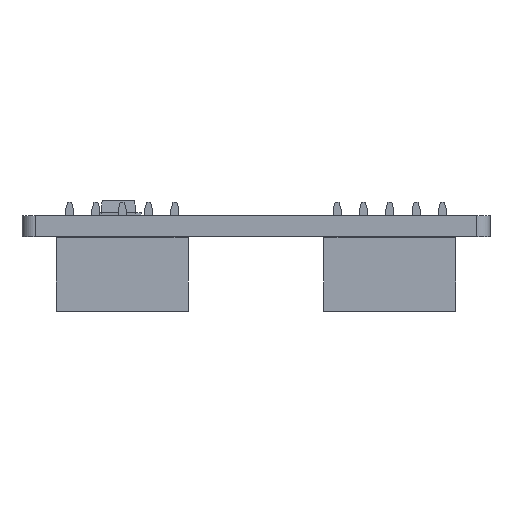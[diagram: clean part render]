
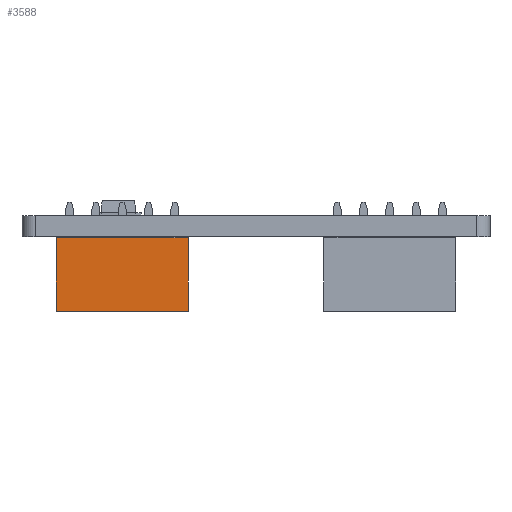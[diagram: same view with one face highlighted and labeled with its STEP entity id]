
A CAD part, left-side view. The second image highlights one B-rep face of the part: STEP entity #3588.
In plain terms, the highlighted free-form (B-spline) face has degree [1, 1] with [2, 2] control points.
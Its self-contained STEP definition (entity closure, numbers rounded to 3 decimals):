
#1632 = B_SPLINE_SURFACE_WITH_KNOTS('',1,1,(
    (#1633,#1634)
    ,(#1635,#1636
    )),.UNSPECIFIED.,.F.,.F.,.F.,(2,2),(2,2),(0.,2.),(-5.6,0.),
  .PIECEWISE_BEZIER_KNOTS.);
#1633 = CARTESIAN_POINT('',(-1.,-9.,5.6));
#1634 = CARTESIAN_POINT('',(-1.,-9.,0.));
#1635 = CARTESIAN_POINT('',(1.,-9.,5.6));
#1636 = CARTESIAN_POINT('',(1.,-9.,0.));
#1657 = B_SPLINE_SURFACE_WITH_KNOTS('',1,1,(
    (#1658,#1659)
    ,(#1660,#1661
    )),.UNSPECIFIED.,.F.,.F.,.F.,(2,2),(2,2),(-10.,0.),(
    0.,2.),.PIECEWISE_BEZIER_KNOTS.);
#1658 = CARTESIAN_POINT('',(1.,1.,5.6));
#1659 = CARTESIAN_POINT('',(-1.,1.,5.6));
#1660 = CARTESIAN_POINT('',(1.,-9.,5.6));
#1661 = CARTESIAN_POINT('',(-1.,-9.,5.6));
#1682 = B_SPLINE_SURFACE_WITH_KNOTS('',1,1,(
    (#1683,#1684)
    ,(#1685,#1686
    )),.UNSPECIFIED.,.F.,.F.,.F.,(2,2),(2,2),(0.,2.),(-5.6,0.),
  .PIECEWISE_BEZIER_KNOTS.);
#1683 = CARTESIAN_POINT('',(1.,1.,5.6));
#1684 = CARTESIAN_POINT('',(1.,1.,0.));
#1685 = CARTESIAN_POINT('',(-1.,1.,5.6));
#1686 = CARTESIAN_POINT('',(-1.,1.,0.));
#1720 = VERTEX_POINT('',#1721);
#1721 = CARTESIAN_POINT('',(-1.,-9.,0.));
#1735 = B_SPLINE_SURFACE_WITH_KNOTS('',1,1,(
    (#1736,#1737)
    ,(#1738,#1739
    )),.UNSPECIFIED.,.F.,.F.,.F.,(2,2),(2,2),(-10.,0.),(1.667,
    2.),.PIECEWISE_BEZIER_KNOTS.);
#1736 = CARTESIAN_POINT('',(-0.667,1.,0.));
#1737 = CARTESIAN_POINT('',(-1.,1.,0.));
#1738 = CARTESIAN_POINT('',(-0.667,-9.,0.));
#1739 = CARTESIAN_POINT('',(-1.,-9.,0.));
#1746 = EDGE_CURVE('',#1720,#1747,#1749,.T.);
#1747 = VERTEX_POINT('',#1748);
#1748 = CARTESIAN_POINT('',(-1.,-9.,5.6));
#1749 = SURFACE_CURVE('',#1750,(#1753,#1759),.PCURVE_S1.);
#1750 = B_SPLINE_CURVE_WITH_KNOTS('',1,(#1751,#1752),.UNSPECIFIED.,.F.,
  .F.,(2,2),(0.,5.6),.PIECEWISE_BEZIER_KNOTS.);
#1751 = CARTESIAN_POINT('',(-1.,-9.,0.));
#1752 = CARTESIAN_POINT('',(-1.,-9.,5.6));
#1753 = PCURVE('',#1632,#1754);
#1754 = DEFINITIONAL_REPRESENTATION('',(#1755),#1758);
#1755 = B_SPLINE_CURVE_WITH_KNOTS('',1,(#1756,#1757),.UNSPECIFIED.,.F.,
  .F.,(2,2),(0.,5.6),.PIECEWISE_BEZIER_KNOTS.);
#1756 = CARTESIAN_POINT('',(0.,0.));
#1757 = CARTESIAN_POINT('',(0.,-5.6));
#1758 = ( GEOMETRIC_REPRESENTATION_CONTEXT(2) 
PARAMETRIC_REPRESENTATION_CONTEXT() REPRESENTATION_CONTEXT('2D SPACE',''
  ) );
#1759 = PCURVE('',#1760,#1765);
#1760 = B_SPLINE_SURFACE_WITH_KNOTS('',1,1,(
    (#1761,#1762)
    ,(#1763,#1764
    )),.UNSPECIFIED.,.F.,.F.,.F.,(2,2),(2,2),(0.,10.),(-5.6,0.),
  .PIECEWISE_BEZIER_KNOTS.);
#1761 = CARTESIAN_POINT('',(-1.,1.,5.6));
#1762 = CARTESIAN_POINT('',(-1.,1.,0.));
#1763 = CARTESIAN_POINT('',(-1.,-9.,5.6));
#1764 = CARTESIAN_POINT('',(-1.,-9.,0.));
#1765 = DEFINITIONAL_REPRESENTATION('',(#1766),#1769);
#1766 = B_SPLINE_CURVE_WITH_KNOTS('',1,(#1767,#1768),.UNSPECIFIED.,.F.,
  .F.,(2,2),(0.,5.6),.PIECEWISE_BEZIER_KNOTS.);
#1767 = CARTESIAN_POINT('',(10.,-0.));
#1768 = CARTESIAN_POINT('',(10.,-5.6));
#1769 = ( GEOMETRIC_REPRESENTATION_CONTEXT(2) 
PARAMETRIC_REPRESENTATION_CONTEXT() REPRESENTATION_CONTEXT('2D SPACE',''
  ) );
#1908 = VERTEX_POINT('',#1909);
#1909 = CARTESIAN_POINT('',(-1.,1.,5.6));
#1927 = EDGE_CURVE('',#1928,#1908,#1930,.T.);
#1928 = VERTEX_POINT('',#1929);
#1929 = CARTESIAN_POINT('',(-1.,1.,0.));
#1930 = SURFACE_CURVE('',#1931,(#1934,#1940),.PCURVE_S1.);
#1931 = B_SPLINE_CURVE_WITH_KNOTS('',1,(#1932,#1933),.UNSPECIFIED.,.F.,
  .F.,(2,2),(0.,5.6),.PIECEWISE_BEZIER_KNOTS.);
#1932 = CARTESIAN_POINT('',(-1.,1.,0.));
#1933 = CARTESIAN_POINT('',(-1.,1.,5.6));
#1934 = PCURVE('',#1682,#1935);
#1935 = DEFINITIONAL_REPRESENTATION('',(#1936),#1939);
#1936 = B_SPLINE_CURVE_WITH_KNOTS('',1,(#1937,#1938),.UNSPECIFIED.,.F.,
  .F.,(2,2),(0.,5.6),.PIECEWISE_BEZIER_KNOTS.);
#1937 = CARTESIAN_POINT('',(2.,-0.));
#1938 = CARTESIAN_POINT('',(2.,-5.6));
#1939 = ( GEOMETRIC_REPRESENTATION_CONTEXT(2) 
PARAMETRIC_REPRESENTATION_CONTEXT() REPRESENTATION_CONTEXT('2D SPACE',''
  ) );
#1940 = PCURVE('',#1760,#1941);
#1941 = DEFINITIONAL_REPRESENTATION('',(#1942),#1945);
#1942 = B_SPLINE_CURVE_WITH_KNOTS('',1,(#1943,#1944),.UNSPECIFIED.,.F.,
  .F.,(2,2),(0.,5.6),.PIECEWISE_BEZIER_KNOTS.);
#1943 = CARTESIAN_POINT('',(0.,0.));
#1944 = CARTESIAN_POINT('',(0.,-5.6));
#1945 = ( GEOMETRIC_REPRESENTATION_CONTEXT(2) 
PARAMETRIC_REPRESENTATION_CONTEXT() REPRESENTATION_CONTEXT('2D SPACE',''
  ) );
#2054 = EDGE_CURVE('',#1908,#1747,#2055,.T.);
#2055 = SURFACE_CURVE('',#2056,(#2059,#2065),.PCURVE_S1.);
#2056 = B_SPLINE_CURVE_WITH_KNOTS('',1,(#2057,#2058),.UNSPECIFIED.,.F.,
  .F.,(2,2),(0.,10.),.PIECEWISE_BEZIER_KNOTS.);
#2057 = CARTESIAN_POINT('',(-1.,1.,5.6));
#2058 = CARTESIAN_POINT('',(-1.,-9.,5.6));
#2059 = PCURVE('',#1657,#2060);
#2060 = DEFINITIONAL_REPRESENTATION('',(#2061),#2064);
#2061 = B_SPLINE_CURVE_WITH_KNOTS('',1,(#2062,#2063),.UNSPECIFIED.,.F.,
  .F.,(2,2),(0.,10.),.PIECEWISE_BEZIER_KNOTS.);
#2062 = CARTESIAN_POINT('',(-10.,2.));
#2063 = CARTESIAN_POINT('',(0.,2.));
#2064 = ( GEOMETRIC_REPRESENTATION_CONTEXT(2) 
PARAMETRIC_REPRESENTATION_CONTEXT() REPRESENTATION_CONTEXT('2D SPACE',''
  ) );
#2065 = PCURVE('',#1760,#2066);
#2066 = DEFINITIONAL_REPRESENTATION('',(#2067),#2070);
#2067 = B_SPLINE_CURVE_WITH_KNOTS('',1,(#2068,#2069),.UNSPECIFIED.,.F.,
  .F.,(2,2),(0.,10.),.PIECEWISE_BEZIER_KNOTS.);
#2068 = CARTESIAN_POINT('',(0.,-5.6));
#2069 = CARTESIAN_POINT('',(10.,-5.6));
#2070 = ( GEOMETRIC_REPRESENTATION_CONTEXT(2) 
PARAMETRIC_REPRESENTATION_CONTEXT() REPRESENTATION_CONTEXT('2D SPACE',''
  ) );
#2605 = EDGE_CURVE('',#1928,#1720,#2606,.T.);
#2606 = SURFACE_CURVE('',#2607,(#2610,#2616),.PCURVE_S1.);
#2607 = B_SPLINE_CURVE_WITH_KNOTS('',1,(#2608,#2609),.UNSPECIFIED.,.F.,
  .F.,(2,2),(0.,10.),.PIECEWISE_BEZIER_KNOTS.);
#2608 = CARTESIAN_POINT('',(-1.,1.,0.));
#2609 = CARTESIAN_POINT('',(-1.,-9.,0.));
#2610 = PCURVE('',#1735,#2611);
#2611 = DEFINITIONAL_REPRESENTATION('',(#2612),#2615);
#2612 = B_SPLINE_CURVE_WITH_KNOTS('',1,(#2613,#2614),.UNSPECIFIED.,.F.,
  .F.,(2,2),(0.,10.),.PIECEWISE_BEZIER_KNOTS.);
#2613 = CARTESIAN_POINT('',(-10.,2.));
#2614 = CARTESIAN_POINT('',(0.,2.));
#2615 = ( GEOMETRIC_REPRESENTATION_CONTEXT(2) 
PARAMETRIC_REPRESENTATION_CONTEXT() REPRESENTATION_CONTEXT('2D SPACE',''
  ) );
#2616 = PCURVE('',#1760,#2617);
#2617 = DEFINITIONAL_REPRESENTATION('',(#2618),#2621);
#2618 = B_SPLINE_CURVE_WITH_KNOTS('',1,(#2619,#2620),.UNSPECIFIED.,.F.,
  .F.,(2,2),(0.,10.),.PIECEWISE_BEZIER_KNOTS.);
#2619 = CARTESIAN_POINT('',(0.,0.));
#2620 = CARTESIAN_POINT('',(10.,-0.));
#2621 = ( GEOMETRIC_REPRESENTATION_CONTEXT(2) 
PARAMETRIC_REPRESENTATION_CONTEXT() REPRESENTATION_CONTEXT('2D SPACE',''
  ) );
#3588 = ADVANCED_FACE('',(#3589),#1760,.F.);
#3589 = FACE_BOUND('',#3590,.F.);
#3590 = EDGE_LOOP('',(#3591,#3592,#3593,#3594));
#3591 = ORIENTED_EDGE('',*,*,#1927,.T.);
#3592 = ORIENTED_EDGE('',*,*,#2054,.T.);
#3593 = ORIENTED_EDGE('',*,*,#1746,.F.);
#3594 = ORIENTED_EDGE('',*,*,#2605,.F.);
